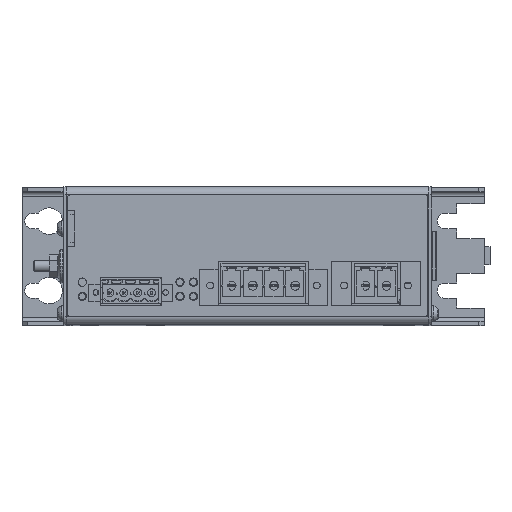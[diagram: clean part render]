
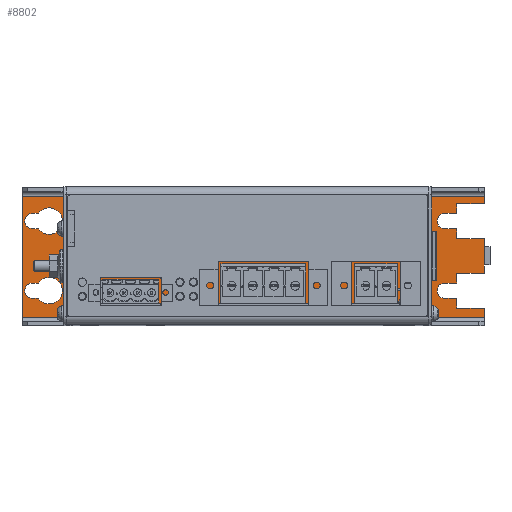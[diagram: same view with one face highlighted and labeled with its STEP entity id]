
A CAD part, top view. The second image highlights one B-rep face of the part: STEP entity #8802.
In plain terms, the highlighted planar face has unit normal (0, 0, 1).
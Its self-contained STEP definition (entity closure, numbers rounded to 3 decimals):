
#1751=DIRECTION('',(0.,1.,0.));
#1752=VECTOR('',#1751,43.5);
#1753=CARTESIAN_POINT('',(-81.,1.5,-107.));
#1754=LINE('',#1753,#1752);
#1962=DIRECTION('',(0.,1.,0.));
#1963=VECTOR('',#1962,3.);
#1964=CARTESIAN_POINT('',(85.,26.75,-107.));
#1965=LINE('',#1964,#1963);
#2004=DIRECTION('',(0.,-1.,0.));
#2005=VECTOR('',#2004,6.5);
#2006=CARTESIAN_POINT('',(85.,26.75,-107.));
#2007=LINE('',#2006,#2005);
#2060=DIRECTION('',(0.,1.,0.));
#2061=VECTOR('',#2060,3.);
#2062=CARTESIAN_POINT('',(85.,17.25,-107.));
#2063=LINE('',#2062,#2061);
#2081=CARTESIAN_POINT('',(70.75,36.,-107.));
#2082=DIRECTION('',(0.,0.,1.));
#2083=DIRECTION('',(0.,1.,0.));
#2084=AXIS2_PLACEMENT_3D('',#2081,#2082,#2083);
#2089=DIRECTION('',(-1.,0.,0.));
#2090=VECTOR('',#2089,4.25);
#2091=CARTESIAN_POINT('',(75.,33.25,-107.));
#2092=LINE('',#2091,#2090);
#2096=DIRECTION('',(0.,1.,0.));
#2097=VECTOR('',#2096,3.5);
#2098=CARTESIAN_POINT('',(75.,29.75,-107.));
#2099=LINE('',#2098,#2097);
#2103=DIRECTION('',(-1.,0.,0.));
#2104=VECTOR('',#2103,10.);
#2105=CARTESIAN_POINT('',(85.,29.75,-107.));
#2106=LINE('',#2105,#2104);
#2110=DIRECTION('',(-1.,0.,0.));
#2111=VECTOR('',#2110,10.);
#2112=CARTESIAN_POINT('',(85.,17.25,-107.));
#2113=LINE('',#2112,#2111);
#2117=DIRECTION('',(0.,1.,0.));
#2118=VECTOR('',#2117,3.5);
#2119=CARTESIAN_POINT('',(75.,13.75,-107.));
#2120=LINE('',#2119,#2118);
#2124=DIRECTION('',(1.,0.,0.));
#2125=VECTOR('',#2124,4.25);
#2126=CARTESIAN_POINT('',(70.75,13.75,-107.));
#2127=LINE('',#2126,#2125);
#2131=CARTESIAN_POINT('',(70.75,11.,-107.));
#2132=DIRECTION('',(0.,0.,1.));
#2133=DIRECTION('',(0.,1.,0.));
#2134=AXIS2_PLACEMENT_3D('',#2131,#2132,#2133);
#2139=DIRECTION('',(-1.,0.,0.));
#2140=VECTOR('',#2139,4.25);
#2141=CARTESIAN_POINT('',(75.,8.25,-107.));
#2142=LINE('',#2141,#2140);
#2146=DIRECTION('',(0.,1.,0.));
#2147=VECTOR('',#2146,3.5);
#2148=CARTESIAN_POINT('',(75.,4.75,-107.));
#2149=LINE('',#2148,#2147);
#2153=DIRECTION('',(-1.,0.,0.));
#2154=VECTOR('',#2153,10.);
#2155=CARTESIAN_POINT('',(85.,4.75,-107.));
#2156=LINE('',#2155,#2154);
#2160=DIRECTION('',(1.,0.,0.));
#2161=VECTOR('',#2160,166.);
#2162=CARTESIAN_POINT('',(-81.,1.5,-107.));
#2163=LINE('',#2162,#2161);
#2167=DIRECTION('',(-1.,0.,0.));
#2168=VECTOR('',#2167,10.);
#2169=CARTESIAN_POINT('',(85.,42.25,-107.));
#2170=LINE('',#2169,#2168);
#2174=DIRECTION('',(0.,1.,0.));
#2175=VECTOR('',#2174,3.5);
#2176=CARTESIAN_POINT('',(75.,38.75,-107.));
#2177=LINE('',#2176,#2175);
#2181=DIRECTION('',(1.,0.,0.));
#2182=VECTOR('',#2181,4.25);
#2183=CARTESIAN_POINT('',(70.75,38.75,-107.));
#2184=LINE('',#2183,#2182);
#2188=CARTESIAN_POINT('',(-77.25,11.,-107.));
#2189=DIRECTION('',(0.,0.,1.));
#2190=DIRECTION('',(0.,1.,0.));
#2191=AXIS2_PLACEMENT_3D('',#2188,#2189,#2190);
#2196=DIRECTION('',(-1.,0.,0.));
#2197=VECTOR('',#2196,2.127);
#2198=CARTESIAN_POINT('',(-75.123,8.25,-107.));
#2199=LINE('',#2198,#2197);
#2203=CARTESIAN_POINT('',(-71.25,11.,-107.));
#2204=DIRECTION('',(0.,0.,1.));
#2205=DIRECTION('',(-0.815,-0.579,0.));
#2206=AXIS2_PLACEMENT_3D('',#2203,#2204,#2205);
#2211=DIRECTION('',(1.,0.,0.));
#2212=VECTOR('',#2211,2.127);
#2213=CARTESIAN_POINT('',(-77.25,13.75,-107.));
#2214=LINE('',#2213,#2212);
#2218=CARTESIAN_POINT('',(-77.25,36.,-107.));
#2219=DIRECTION('',(0.,0.,1.));
#2220=DIRECTION('',(0.,1.,0.));
#2221=AXIS2_PLACEMENT_3D('',#2218,#2219,#2220);
#2226=DIRECTION('',(-1.,0.,0.));
#2227=VECTOR('',#2226,2.127);
#2228=CARTESIAN_POINT('',(-75.123,33.25,-107.));
#2229=LINE('',#2228,#2227);
#2233=CARTESIAN_POINT('',(-71.25,36.,-107.));
#2234=DIRECTION('',(0.,0.,1.));
#2235=DIRECTION('',(-0.815,-0.579,0.));
#2236=AXIS2_PLACEMENT_3D('',#2233,#2234,#2235);
#2241=DIRECTION('',(1.,0.,0.));
#2242=VECTOR('',#2241,2.127);
#2243=CARTESIAN_POINT('',(-77.25,38.75,-107.));
#2244=LINE('',#2243,#2242);
#2276=DIRECTION('',(0.,1.,0.));
#2277=VECTOR('',#2276,2.75);
#2278=CARTESIAN_POINT('',(85.,42.25,-107.));
#2279=LINE('',#2278,#2277);
#2313=DIRECTION('',(1.,0.,0.));
#2314=VECTOR('',#2313,166.);
#2315=CARTESIAN_POINT('',(-81.,45.,-107.));
#2316=LINE('',#2315,#2314);
#3376=DIRECTION('',(0.,1.,0.));
#3377=VECTOR('',#3376,3.25);
#3378=CARTESIAN_POINT('',(85.,1.5,-107.));
#3379=LINE('',#3378,#3377);
#6503=CARTESIAN_POINT('',(-81.,1.5,-107.));
#6505=VERTEX_POINT('',#6503);
#6507=CARTESIAN_POINT('',(85.,1.5,-107.));
#6509=VERTEX_POINT('',#6507);
#6518=CARTESIAN_POINT('',(-81.,45.,-107.));
#6519=VERTEX_POINT('',#6518);
#6522=CARTESIAN_POINT('',(85.,45.,-107.));
#6524=VERTEX_POINT('',#6522);
#6574=CARTESIAN_POINT('',(70.75,13.75,-107.));
#6575=CARTESIAN_POINT('',(70.75,8.25,-107.));
#6576=VERTEX_POINT('',#6574);
#6577=VERTEX_POINT('',#6575);
#6578=CARTESIAN_POINT('',(75.,13.75,-107.));
#6579=VERTEX_POINT('',#6578);
#6580=CARTESIAN_POINT('',(75.,17.25,-107.));
#6581=VERTEX_POINT('',#6580);
#6582=CARTESIAN_POINT('',(85.,17.25,-107.));
#6583=VERTEX_POINT('',#6582);
#6584=CARTESIAN_POINT('',(85.,4.75,-107.));
#6585=CARTESIAN_POINT('',(75.,4.75,-107.));
#6586=VERTEX_POINT('',#6584);
#6587=VERTEX_POINT('',#6585);
#6588=CARTESIAN_POINT('',(75.,8.25,-107.));
#6589=VERTEX_POINT('',#6588);
#6606=CARTESIAN_POINT('',(70.75,38.75,-107.));
#6607=CARTESIAN_POINT('',(70.75,33.25,-107.));
#6608=VERTEX_POINT('',#6606);
#6609=VERTEX_POINT('',#6607);
#6610=CARTESIAN_POINT('',(75.,38.75,-107.));
#6611=VERTEX_POINT('',#6610);
#6612=CARTESIAN_POINT('',(75.,42.25,-107.));
#6613=VERTEX_POINT('',#6612);
#6614=CARTESIAN_POINT('',(85.,42.25,-107.));
#6615=VERTEX_POINT('',#6614);
#6616=CARTESIAN_POINT('',(85.,29.75,-107.));
#6617=CARTESIAN_POINT('',(75.,29.75,-107.));
#6618=VERTEX_POINT('',#6616);
#6619=VERTEX_POINT('',#6617);
#6620=CARTESIAN_POINT('',(75.,33.25,-107.));
#6621=VERTEX_POINT('',#6620);
#6638=CARTESIAN_POINT('',(85.,26.75,-107.));
#6639=VERTEX_POINT('',#6638);
#6640=CARTESIAN_POINT('',(85.,20.25,-107.));
#6641=VERTEX_POINT('',#6640);
#6654=CARTESIAN_POINT('',(-77.25,13.75,-107.));
#6655=CARTESIAN_POINT('',(-77.25,8.25,-107.));
#6656=VERTEX_POINT('',#6654);
#6657=VERTEX_POINT('',#6655);
#6658=CARTESIAN_POINT('',(-75.123,13.75,-107.));
#6659=VERTEX_POINT('',#6658);
#6660=CARTESIAN_POINT('',(-75.123,8.25,-107.));
#6661=VERTEX_POINT('',#6660);
#7078=CARTESIAN_POINT('',(-77.25,38.75,-107.));
#7079=CARTESIAN_POINT('',(-77.25,33.25,-107.));
#7080=VERTEX_POINT('',#7078);
#7081=VERTEX_POINT('',#7079);
#7082=CARTESIAN_POINT('',(-75.123,38.75,-107.));
#7083=VERTEX_POINT('',#7082);
#7084=CARTESIAN_POINT('',(-75.123,33.25,-107.));
#7085=VERTEX_POINT('',#7084);
#8735=CARTESIAN_POINT('',(-81.,1.5,-107.));
#8736=DIRECTION('',(0.,0.,-1.));
#8737=DIRECTION('',(0.,1.,0.));
#8738=AXIS2_PLACEMENT_3D('',#8735,#8736,#8737);
#8739=PLANE('',#8738);
#8741=ORIENTED_EDGE('',*,*,#8740,.T.);
#8743=ORIENTED_EDGE('',*,*,#8742,.F.);
#8745=ORIENTED_EDGE('',*,*,#8744,.F.);
#8747=ORIENTED_EDGE('',*,*,#8746,.F.);
#8748=ORIENTED_EDGE('',*,*,#8643,.F.);
#8749=ORIENTED_EDGE('',*,*,#8676,.T.);
#8750=ORIENTED_EDGE('',*,*,#8726,.F.);
#8752=ORIENTED_EDGE('',*,*,#8751,.T.);
#8754=ORIENTED_EDGE('',*,*,#8753,.F.);
#8756=ORIENTED_EDGE('',*,*,#8755,.F.);
#8758=ORIENTED_EDGE('',*,*,#8757,.T.);
#8760=ORIENTED_EDGE('',*,*,#8759,.F.);
#8762=ORIENTED_EDGE('',*,*,#8761,.F.);
#8764=ORIENTED_EDGE('',*,*,#8763,.F.);
#8766=ORIENTED_EDGE('',*,*,#8765,.F.);
#8768=ORIENTED_EDGE('',*,*,#8767,.F.);
#8769=ORIENTED_EDGE('',*,*,#8529,.T.);
#8771=ORIENTED_EDGE('',*,*,#8770,.T.);
#8773=ORIENTED_EDGE('',*,*,#8772,.F.);
#8775=ORIENTED_EDGE('',*,*,#8774,.T.);
#8777=ORIENTED_EDGE('',*,*,#8776,.F.);
#8779=ORIENTED_EDGE('',*,*,#8778,.F.);
#8780=EDGE_LOOP('',(#8741,#8743,#8745,#8747,#8748,#8749,#8750,#8752,#8754,#8756,
#8758,#8760,#8762,#8764,#8766,#8768,#8769,#8771,#8773,#8775,#8777,#8779));
#8781=FACE_OUTER_BOUND('',#8780,.F.);
#8783=ORIENTED_EDGE('',*,*,#8782,.T.);
#8785=ORIENTED_EDGE('',*,*,#8784,.F.);
#8787=ORIENTED_EDGE('',*,*,#8786,.T.);
#8789=ORIENTED_EDGE('',*,*,#8788,.F.);
#8790=EDGE_LOOP('',(#8783,#8785,#8787,#8789));
#8791=FACE_BOUND('',#8790,.F.);
#8793=ORIENTED_EDGE('',*,*,#8792,.T.);
#8795=ORIENTED_EDGE('',*,*,#8794,.F.);
#8797=ORIENTED_EDGE('',*,*,#8796,.T.);
#8799=ORIENTED_EDGE('',*,*,#8798,.F.);
#8800=EDGE_LOOP('',(#8793,#8795,#8797,#8799));
#8801=FACE_BOUND('',#8800,.F.);
#2085=CIRCLE('',#2084,2.75);
#2135=CIRCLE('',#2134,2.75);
#2192=CIRCLE('',#2191,2.75);
#2207=CIRCLE('',#2206,4.75);
#2222=CIRCLE('',#2221,2.75);
#2237=CIRCLE('',#2236,4.75);
#8529=EDGE_CURVE('',#6505,#6519,#1754,.T.);
#8643=EDGE_CURVE('',#6639,#6618,#1965,.T.);
#8676=EDGE_CURVE('',#6639,#6641,#2007,.T.);
#8726=EDGE_CURVE('',#6583,#6641,#2063,.T.);
#8740=EDGE_CURVE('',#6608,#6609,#2085,.T.);
#8742=EDGE_CURVE('',#6621,#6609,#2092,.T.);
#8744=EDGE_CURVE('',#6619,#6621,#2099,.T.);
#8746=EDGE_CURVE('',#6618,#6619,#2106,.T.);
#8751=EDGE_CURVE('',#6583,#6581,#2113,.T.);
#8753=EDGE_CURVE('',#6579,#6581,#2120,.T.);
#8755=EDGE_CURVE('',#6576,#6579,#2127,.T.);
#8757=EDGE_CURVE('',#6576,#6577,#2135,.T.);
#8759=EDGE_CURVE('',#6589,#6577,#2142,.T.);
#8761=EDGE_CURVE('',#6587,#6589,#2149,.T.);
#8763=EDGE_CURVE('',#6586,#6587,#2156,.T.);
#8765=EDGE_CURVE('',#6509,#6586,#3379,.T.);
#8767=EDGE_CURVE('',#6505,#6509,#2163,.T.);
#8770=EDGE_CURVE('',#6519,#6524,#2316,.T.);
#8772=EDGE_CURVE('',#6615,#6524,#2279,.T.);
#8774=EDGE_CURVE('',#6615,#6613,#2170,.T.);
#8776=EDGE_CURVE('',#6611,#6613,#2177,.T.);
#8778=EDGE_CURVE('',#6608,#6611,#2184,.T.);
#8782=EDGE_CURVE('',#6656,#6657,#2192,.T.);
#8784=EDGE_CURVE('',#6661,#6657,#2199,.T.);
#8786=EDGE_CURVE('',#6661,#6659,#2207,.T.);
#8788=EDGE_CURVE('',#6656,#6659,#2214,.T.);
#8792=EDGE_CURVE('',#7080,#7081,#2222,.T.);
#8794=EDGE_CURVE('',#7085,#7081,#2229,.T.);
#8796=EDGE_CURVE('',#7085,#7083,#2237,.T.);
#8798=EDGE_CURVE('',#7080,#7083,#2244,.T.);
#8802=ADVANCED_FACE('',(#8781,#8791,#8801),#8739,.F.);
